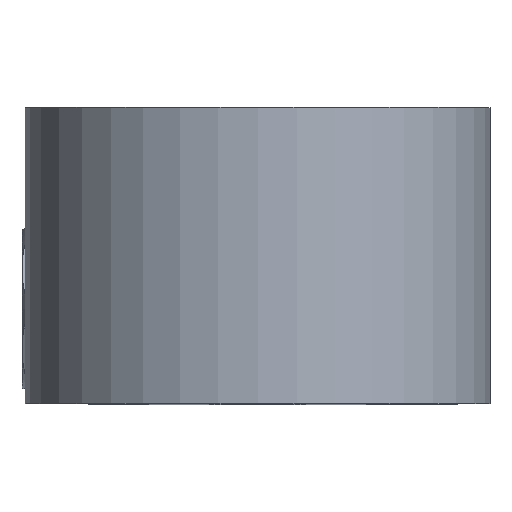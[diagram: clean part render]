
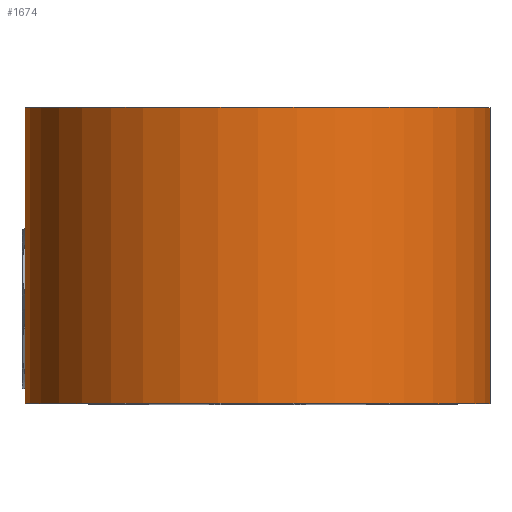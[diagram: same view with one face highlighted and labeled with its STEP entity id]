
A CAD part, top view. The second image highlights one B-rep face of the part: STEP entity #1674.
In plain terms, the highlighted cylindrical face has radius 34.925 mm (diameter 69.85 mm), a partial arc.
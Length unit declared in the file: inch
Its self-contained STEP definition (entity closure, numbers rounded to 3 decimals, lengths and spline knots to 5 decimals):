
#149=CARTESIAN_POINT('',(0.,0.,0.));
#150=DIRECTION('',(0.,1.,0.));
#151=DIRECTION('',(-0.953,0.,-0.303));
#152=AXIS2_PLACEMENT_3D('',#149,#150,#151);
#581=CARTESIAN_POINT('',(0.,1.75,0.));
#582=DIRECTION('',(0.,1.,0.));
#583=DIRECTION('',(-0.953,0.,-0.303));
#584=AXIS2_PLACEMENT_3D('',#581,#582,#583);
#624=DIRECTION('',(0.,1.,0.));
#625=VECTOR('',#624,1.75);
#626=CARTESIAN_POINT('',(1.31021,0.,-0.41712));
#627=LINE('',#626,#625);
#702=CARTESIAN_POINT('',(-1.31021,0.20391,
-0.41712));
#728=CARTESIAN_POINT('',(-1.31021,0.92009,
-0.41712));
#755=CARTESIAN_POINT('',(-1.31021,0.92009,
-0.41712));
#756=CARTESIAN_POINT('',(-1.31602,0.89013,
-0.39884));
#757=CARTESIAN_POINT('',(-1.32546,0.82693,
-0.36658));
#758=CARTESIAN_POINT('',(-1.33415,0.72421,
-0.33298));
#759=CARTESIAN_POINT('',(-1.33825,0.61662,
-0.31579));
#760=CARTESIAN_POINT('',(-1.33825,0.50738,
-0.31579));
#761=CARTESIAN_POINT('',(-1.33415,0.39979,
-0.33298));
#762=CARTESIAN_POINT('',(-1.32546,0.29707,
-0.36658));
#763=CARTESIAN_POINT('',(-1.31602,0.23387,
-0.39884));
#764=CARTESIAN_POINT('',(-1.31021,0.20391,
-0.41712));
#777=DIRECTION('',(0.,1.,0.));
#778=VECTOR('',#777,0.82991);
#779=CARTESIAN_POINT('',(-1.31021,0.92009,
-0.41712));
#780=LINE('',#779,#778);
#784=DIRECTION('',(0.,1.,0.));
#785=VECTOR('',#784,0.20391);
#786=CARTESIAN_POINT('',(-1.31021,0.,-0.41712));
#787=LINE('',#786,#785);
#1120=CARTESIAN_POINT('',(-1.31021,0.,-0.41712));
#1121=CARTESIAN_POINT('',(1.31021,0.,-0.41712));
#1122=VERTEX_POINT('',#1120);
#1123=VERTEX_POINT('',#1121);
#1128=CARTESIAN_POINT('',(-1.31021,1.75,-0.41712));
#1129=CARTESIAN_POINT('',(1.31021,1.75,-0.41712));
#1130=VERTEX_POINT('',#1128);
#1131=VERTEX_POINT('',#1129);
#1150=VERTEX_POINT('',#728);
#1152=VERTEX_POINT('',#702);
#1661=CARTESIAN_POINT('',(0.,0.,0.));
#1662=DIRECTION('',(0.,1.,0.));
#1663=DIRECTION('',(-1.,0.,0.));
#1664=AXIS2_PLACEMENT_3D('',#1661,#1662,#1663);
#1665=CYLINDRICAL_SURFACE('',#1664,1.375);
#1666=ORIENTED_EDGE('',*,*,#1651,.F.);
#1667=ORIENTED_EDGE('',*,*,#1636,.T.);
#1668=ORIENTED_EDGE('',*,*,#1566,.T.);
#1669=ORIENTED_EDGE('',*,*,#1587,.F.);
#1670=ORIENTED_EDGE('',*,*,#1256,.F.);
#1671=ORIENTED_EDGE('',*,*,#1619,.T.);
#1672=EDGE_LOOP('',(#1666,#1667,#1668,#1669,#1670,#1671));
#1673=FACE_OUTER_BOUND('',#1672,.F.);
#1674=ADVANCED_FACE('',(#1673),#1665,.T.);
#153=CIRCLE('',#152,1.375);
#585=CIRCLE('',#584,1.375);
#765=B_SPLINE_CURVE_WITH_KNOTS('',3,(#755,#756,#757,#758,#759,#760,#761,#762,
#763,#764),.UNSPECIFIED.,.F.,.F.,(4,1,1,1,1,1,1,4),(0.,0.14286,
0.28571,0.42857,0.57143,0.71429,
0.85714,1.),.UNSPECIFIED.);
#1256=EDGE_CURVE('',#1122,#1123,#153,.T.);
#1566=EDGE_CURVE('',#1130,#1131,#585,.T.);
#1587=EDGE_CURVE('',#1123,#1131,#627,.T.);
#1619=EDGE_CURVE('',#1122,#1152,#787,.T.);
#1636=EDGE_CURVE('',#1150,#1130,#780,.T.);
#1651=EDGE_CURVE('',#1150,#1152,#765,.T.);
